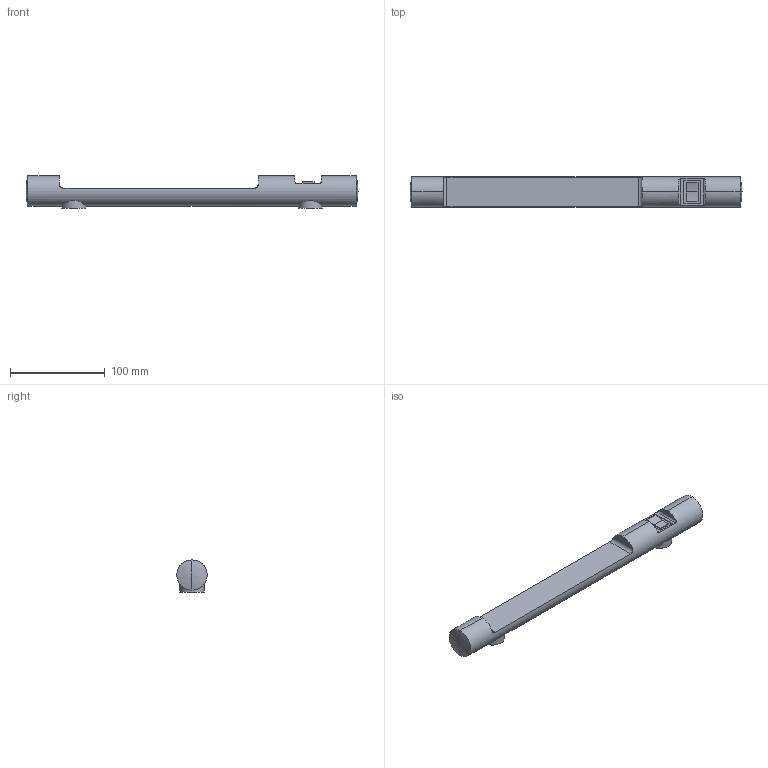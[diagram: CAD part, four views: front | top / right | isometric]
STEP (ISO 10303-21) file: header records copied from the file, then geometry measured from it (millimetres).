
FILE_DESCRIPTION(('starvars output'),'2;1');
FILE_NAME('cv20171024142606000097168.stp','14:26:06 2017/10/24',( 'Thomas Industrial Network Germany GmbH'),( 'Thomas Industrial Network Germany GmbH'),'unknown preprocess','ACIS' ,'unknown authorization');
FILE_SCHEMA(('CONFIG_CONTROL_DESIGN {UNKNOWN IMPLEMENTATION LEVEL}'));
Length unit declared in the file: millimetre
Products named in the file (1): PRODUCT_ID_1
Bounding box: 351 x 32 x 34 mm (x, y, z)
Volume: 216672.6 mm3; surface area: 35319.1 mm2
Topology: 1 solids, 1 shells, 33 faces, 87 edges, 54 vertices
Faces by surface type: plane 17, cylinder 12, bspline 4
Entity records: 1240 total; most frequent: CARTESIAN_POINT 436, ORIENTED_EDGE 166, DIRECTION 123, EDGE_CURVE 83, VERTEX_POINT 54, VECTOR 45, LINE 45, AXIS2_PLACEMENT_3D 39
